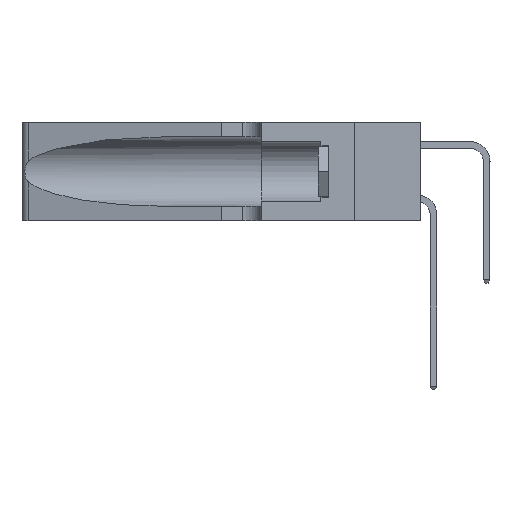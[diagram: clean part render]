
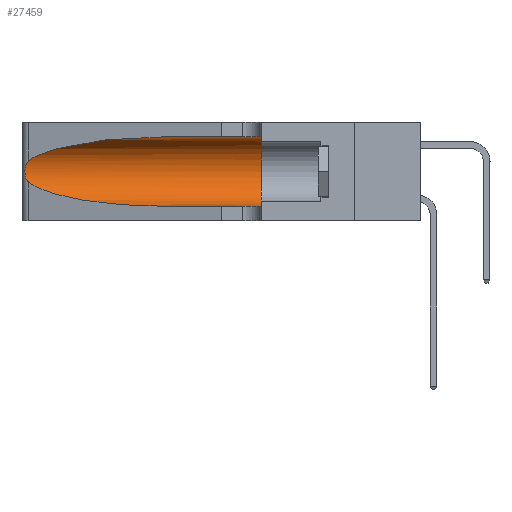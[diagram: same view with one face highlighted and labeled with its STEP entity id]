
A CAD part, left-side view. The second image highlights one B-rep face of the part: STEP entity #27459.
In plain terms, the highlighted cylindrical face has radius 3.308 mm (diameter 6.617 mm), a partial arc.
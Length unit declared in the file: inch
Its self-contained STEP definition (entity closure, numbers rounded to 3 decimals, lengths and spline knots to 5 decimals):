
#121 = DIRECTION ( 'NONE',  ( 0., 0., -1. ) ) ;
#910 = VECTOR ( 'NONE', #11851, 39.37008 ) ;
#1285 = AXIS2_PLACEMENT_3D ( 'NONE', #32351, #6848, #4279 ) ;
#1860 = CARTESIAN_POINT ( 'NONE',  ( 0.25487, 1.22718, 0.22369 ) ) ;
#2342 = CARTESIAN_POINT ( 'NONE',  ( 0.25639, 1.23186, 0.15144 ) ) ;
#2428 = LINE ( 'NONE', #20871, #12478 ) ;
#2817 = ORIENTED_EDGE ( 'NONE', *, *, #9053, .T. ) ;
#3879 = CARTESIAN_POINT ( 'NONE',  ( 0.2373, 1.15595, 0.08982 ) ) ;
#4279 = DIRECTION ( 'NONE',  ( 0., 0., 1. ) ) ;
#4321 = CARTESIAN_POINT ( 'NONE',  ( 0.2373, 1.15595, 0.28018 ) ) ;
#4809 = CARTESIAN_POINT ( 'NONE',  ( 0.25789, 1.23486, 0.15765 ) ) ;
#6135 = CIRCLE ( 'NONE', #1285, 0.13025 ) ;
#6848 = DIRECTION ( 'NONE',  ( 0., 1., 0. ) ) ;
#8195 = EDGE_CURVE ( 'NONE', #12882, #33711, #34743, .T. ) ;
#8200 = VERTEX_POINT ( 'NONE', #15930 ) ;
#8317 = CARTESIAN_POINT ( 'NONE',  ( 0.1305, 1.61858, 0.185 ) ) ;
#9053 = EDGE_CURVE ( 'NONE', #26946, #12882, #15309, .T. ) ;
#9668 = ORIENTED_EDGE ( 'NONE', *, *, #26720, .T. ) ;
#10416 = CARTESIAN_POINT ( 'NONE',  ( 0.25555, 1.22994, 0.2215 ) ) ;
#10519 = CYLINDRICAL_SURFACE ( 'NONE', #23640, 0.13025 ) ;
#11525 = EDGE_CURVE ( 'NONE', #33711, #8200, #23343, .T. ) ;
#11851 = DIRECTION ( 'NONE',  ( 0., -1., 0. ) ) ;
#12300 = CARTESIAN_POINT ( 'NONE',  ( 0.1305, 0.72297, 0.05475 ) ) ;
#12410 = CARTESIAN_POINT ( 'NONE',  ( 0.1305, 0.35, 0.31525 ) ) ;
#12478 = VECTOR ( 'NONE', #12559, 39.37008 ) ;
#12559 = DIRECTION ( 'NONE',  ( 0., -1., 0. ) ) ;
#12882 = VERTEX_POINT ( 'NONE', #29124 ) ;
#13118 = CARTESIAN_POINT ( 'NONE',  ( 0.26075, 1.23896, 0.19203 ) ) ;
#13175 = CARTESIAN_POINT ( 'NONE',  ( 0.1305, 0.72297, 0.31525 ) ) ;
#13802 = EDGE_LOOP ( 'NONE', ( #2817, #28261, #33887, #9668, #22648, #19648 ) ) ;
#14085 = CARTESIAN_POINT ( 'NONE',  ( 0.1305, 0.35, 0.05475 ) ) ;
#15309 =( BOUNDED_CURVE ( )  B_SPLINE_CURVE ( 3, ( #18152, #18281, #4321, #35063 ),
 .UNSPECIFIED., .F., .F. ) 
 B_SPLINE_CURVE_WITH_KNOTS ( ( 4, 4 ),
 ( 1.5708, 2.84003 ),
 .UNSPECIFIED. ) 
 CURVE ( )  GEOMETRIC_REPRESENTATION_ITEM ( )  RATIONAL_B_SPLINE_CURVE ( ( 1., 0.87, 0.87, 1. ) ) 
 REPRESENTATION_ITEM ( '' )  );
#15930 = CARTESIAN_POINT ( 'NONE',  ( 0.1305, 0.72297, 0.05475 ) ) ;
#16227 = FACE_OUTER_BOUND ( 'NONE', #13802, .T. ) ;
#18152 = CARTESIAN_POINT ( 'NONE',  ( 0.1305, 0.72297, 0.31525 ) ) ;
#18281 = CARTESIAN_POINT ( 'NONE',  ( 0.18966, 0.96281, 0.31525 ) ) ;
#18758 = CARTESIAN_POINT ( 'NONE',  ( 0.25856, 1.23593, 0.16098 ) ) ;
#18879 = LINE ( 'NONE', #31224, #910 ) ;
#19077 = VERTEX_POINT ( 'NONE', #14085 ) ;
#19648 = ORIENTED_EDGE ( 'NONE', *, *, #35635, .F. ) ;
#20871 = CARTESIAN_POINT ( 'NONE',  ( 0.1305, 1.61858, 0.31525 ) ) ;
#21533 = CARTESIAN_POINT ( 'NONE',  ( 0.25854, 1.2359, 0.20912 ) ) ;
#21894 = EDGE_CURVE ( 'NONE', #32873, #19077, #6135, .T. ) ;
#22237 = DIRECTION ( 'NONE',  ( 0., -1., 0. ) ) ;
#22648 = ORIENTED_EDGE ( 'NONE', *, *, #21894, .F. ) ;
#23343 =( BOUNDED_CURVE ( )  B_SPLINE_CURVE ( 3, ( #26305, #3879, #26075, #12300 ),
 .UNSPECIFIED., .F., .T. ) 
 B_SPLINE_CURVE_WITH_KNOTS ( ( 4, 4 ),
 ( 3.44316, 4.71239 ),
 .UNSPECIFIED. ) 
 CURVE ( )  GEOMETRIC_REPRESENTATION_ITEM ( )  RATIONAL_B_SPLINE_CURVE ( ( 1., 0.87, 0.87, 1. ) ) 
 REPRESENTATION_ITEM ( '' )  );
#23640 = AXIS2_PLACEMENT_3D ( 'NONE', #8317, #22237, #121 ) ;
#24201 = CARTESIAN_POINT ( 'NONE',  ( 0.25787, 1.23484, 0.2124 ) ) ;
#24566 = CARTESIAN_POINT ( 'NONE',  ( 0.25555, 1.22993, 0.14849 ) ) ;
#26075 = CARTESIAN_POINT ( 'NONE',  ( 0.18966, 0.96281, 0.05475 ) ) ;
#26305 = CARTESIAN_POINT ( 'NONE',  ( 0.25487, 1.22718, 0.14631 ) ) ;
#26720 = EDGE_CURVE ( 'NONE', #8200, #19077, #18879, .T. ) ;
#26946 = VERTEX_POINT ( 'NONE', #13175 ) ;
#27459 = ADVANCED_FACE ( 'NONE', ( #16227 ), #10519, .F. ) ;
#28261 = ORIENTED_EDGE ( 'NONE', *, *, #8195, .T. ) ;
#29124 = CARTESIAN_POINT ( 'NONE',  ( 0.25487, 1.22718, 0.22369 ) ) ;
#31224 = CARTESIAN_POINT ( 'NONE',  ( 0.1305, 1.61858, 0.05475 ) ) ;
#32351 = CARTESIAN_POINT ( 'NONE',  ( 0.1305, 0.35, 0.185 ) ) ;
#32628 = CARTESIAN_POINT ( 'NONE',  ( 0.25487, 1.22718, 0.14631 ) ) ;
#32873 = VERTEX_POINT ( 'NONE', #12410 ) ;
#32929 = CARTESIAN_POINT ( 'NONE',  ( 0.25487, 1.22718, 0.14631 ) ) ;
#32991 = CARTESIAN_POINT ( 'NONE',  ( 0.25639, 1.23184, 0.21858 ) ) ;
#33711 = VERTEX_POINT ( 'NONE', #32929 ) ;
#33887 = ORIENTED_EDGE ( 'NONE', *, *, #11525, .T. ) ;
#34743 = B_SPLINE_CURVE_WITH_KNOTS ( 'NONE', 3,
 ( #1860, #10416, #32991, #24201, #21533, #35795, #13118, #35429, #35670, #18758, #4809, #2342, #24566, #32628 ),
 .UNSPECIFIED., .F., .F.,
 ( 4, 2, 2, 2, 2, 2, 4 ),
 ( 0., 0.00027, 0.00053, 0.00107, 0.0016, 0.00187, 0.00214 ),
 .UNSPECIFIED. ) ;
#35063 = CARTESIAN_POINT ( 'NONE',  ( 0.25487, 1.22718, 0.22369 ) ) ;
#35429 = CARTESIAN_POINT ( 'NONE',  ( 0.26075, 1.23896, 0.178 ) ) ;
#35635 = EDGE_CURVE ( 'NONE', #26946, #32873, #2428, .T. ) ;
#35670 = CARTESIAN_POINT ( 'NONE',  ( 0.26017, 1.23833, 0.17102 ) ) ;
#35795 = CARTESIAN_POINT ( 'NONE',  ( 0.26018, 1.23835, 0.19895 ) ) ;
